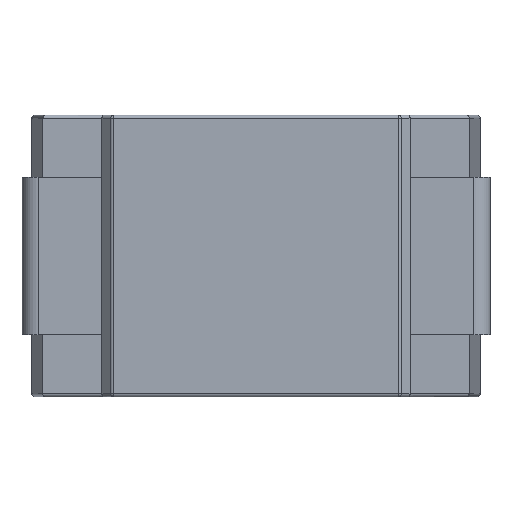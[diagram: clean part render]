
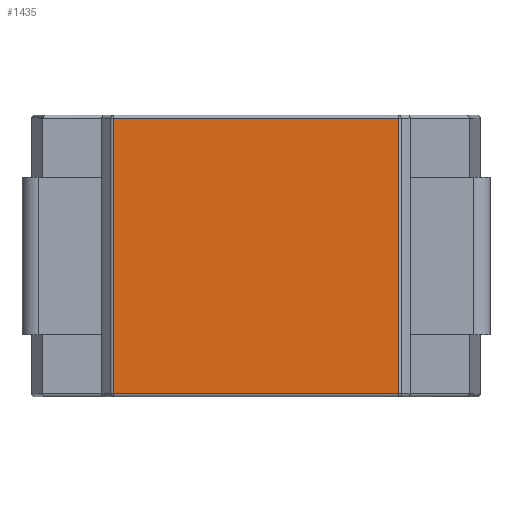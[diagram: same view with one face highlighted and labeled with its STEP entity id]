
A CAD part, front view. The second image highlights one B-rep face of the part: STEP entity #1435.
In plain terms, the highlighted planar face has unit normal (0, -1, 0).
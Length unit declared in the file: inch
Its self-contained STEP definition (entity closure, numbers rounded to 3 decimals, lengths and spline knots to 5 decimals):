
#477 = EDGE_CURVE ( 'NONE', #539, #1012, #1642, .T. ) ;
#539 = VERTEX_POINT ( 'NONE', #4716 ) ;
#1012 = VERTEX_POINT ( 'NONE', #3299 ) ;
#1153 = EDGE_LOOP ( 'NONE', ( #1837, #3929, #4731, #4092 ) ) ;
#1173 = EDGE_CURVE ( 'NONE', #1012, #2787, #4575, .T. ) ;
#1216 = CARTESIAN_POINT ( 'NONE',  ( -0.0858, 0., 0.08465 ) ) ;
#1228 = EDGE_CURVE ( 'NONE', #2787, #2794, #4525, .T. ) ;
#1435 = ADVANCED_FACE ( 'NONE', ( #3811 ), #1666, .F. ) ;
#1451 = EDGE_CURVE ( 'NONE', #2794, #539, #2368, .T. ) ;
#1571 = CARTESIAN_POINT ( 'NONE',  ( -0.1437, 0., -0.08268 ) ) ;
#1577 = DIRECTION ( 'NONE',  ( -1., 0., 0. ) ) ;
#1578 = DIRECTION ( 'NONE',  ( 0., 0., 1. ) ) ;
#1582 = DIRECTION ( 'NONE',  ( 0., 1., 0. ) ) ;
#1594 = CARTESIAN_POINT ( 'NONE',  ( 0.1437, 0., 0.08465 ) ) ;
#1642 = LINE ( 'NONE', #1216, #3978 ) ;
#1666 = PLANE ( 'NONE',  #2496 ) ;
#1837 = ORIENTED_EDGE ( 'NONE', *, *, #1451, .F. ) ;
#2136 = DIRECTION ( 'NONE',  ( 1., 0., 0. ) ) ;
#2368 = LINE ( 'NONE', #1571, #3108 ) ;
#2390 = DIRECTION ( 'NONE',  ( 0., 0., -1. ) ) ;
#2422 = CARTESIAN_POINT ( 'NONE',  ( 0.0858, 0., 0.08465 ) ) ;
#2458 = CARTESIAN_POINT ( 'NONE',  ( -0.1437, 0., 0.08268 ) ) ;
#2496 = AXIS2_PLACEMENT_3D ( 'NONE', #1594, #1582, #1578 ) ;
#2787 = VERTEX_POINT ( 'NONE', #3273 ) ;
#2794 = VERTEX_POINT ( 'NONE', #3355 ) ;
#3108 = VECTOR ( 'NONE', #1577, 39.37008 ) ;
#3273 = CARTESIAN_POINT ( 'NONE',  ( 0.0858, 0., 0.08268 ) ) ;
#3299 = CARTESIAN_POINT ( 'NONE',  ( -0.0858, 0., 0.08268 ) ) ;
#3355 = CARTESIAN_POINT ( 'NONE',  ( 0.0858, 0., -0.08268 ) ) ;
#3811 = FACE_OUTER_BOUND ( 'NONE', #1153, .T. ) ;
#3929 = ORIENTED_EDGE ( 'NONE', *, *, #1228, .F. ) ;
#3978 = VECTOR ( 'NONE', #4935, 39.37008 ) ;
#4092 = ORIENTED_EDGE ( 'NONE', *, *, #477, .F. ) ;
#4507 = VECTOR ( 'NONE', #2390, 39.37008 ) ;
#4525 = LINE ( 'NONE', #2422, #4507 ) ;
#4567 = VECTOR ( 'NONE', #2136, 39.37008 ) ;
#4575 = LINE ( 'NONE', #2458, #4567 ) ;
#4716 = CARTESIAN_POINT ( 'NONE',  ( -0.0858, 0., -0.08268 ) ) ;
#4731 = ORIENTED_EDGE ( 'NONE', *, *, #1173, .F. ) ;
#4935 = DIRECTION ( 'NONE',  ( 0., 0., 1. ) ) ;
